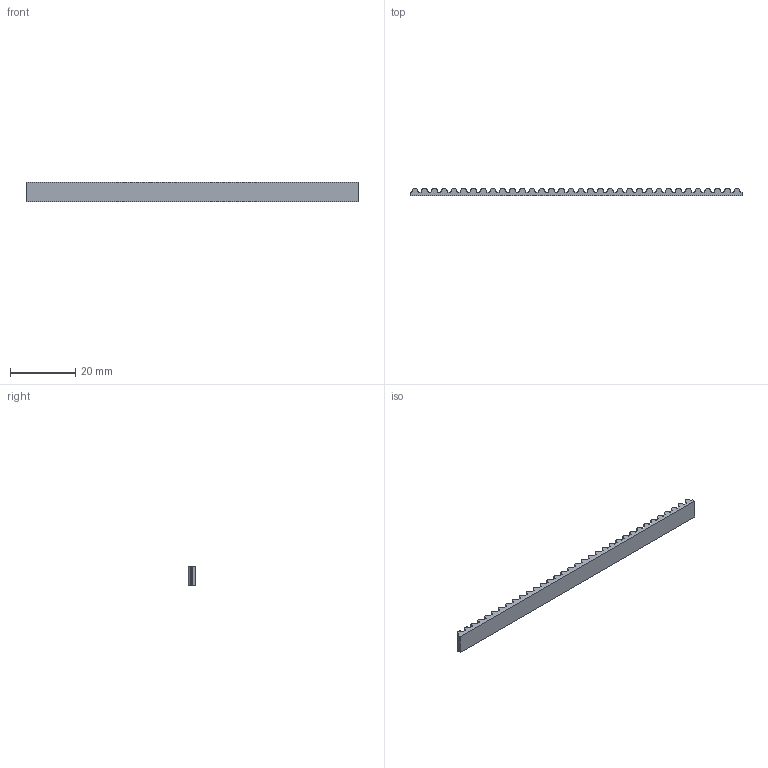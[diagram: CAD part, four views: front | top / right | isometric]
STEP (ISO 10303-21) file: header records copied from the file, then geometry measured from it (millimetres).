
FILE_DESCRIPTION (( 'STEP AP214' ), '1' );
FILE_NAME ('A191 凎懤薤 GT3, 麠謶縺 6 擤.STEP', '2019-10-22T14:38:20', ( 'Windows User' ), ( '' ), 'SwSTEP 2.0', 'SolidWorks 2019', '' );
FILE_SCHEMA (( 'AUTOMOTIVE_DESIGN' ));
Length unit declared in the file: millimetre
Products named in the file (1): A191 凎懤薤 GT3, 麠謶縺 6 擤
Bounding box: 102 x 2.4 x 6 mm (x, y, z)
Volume: 1094.4 mm3; surface area: 1904.6 mm2
Topology: 1 solids, 1 shells, 210 faces, 624 edges, 416 vertices
Faces by surface type: plane 108, cylinder 102
Entity records: 7126 total; most frequent: CARTESIAN_POINT 1251, DIRECTION 1250, ORIENTED_EDGE 1248, EDGE_CURVE 624, VECTOR 420, LINE 420, VERTEX_POINT 416, AXIS2_PLACEMENT_3D 415
